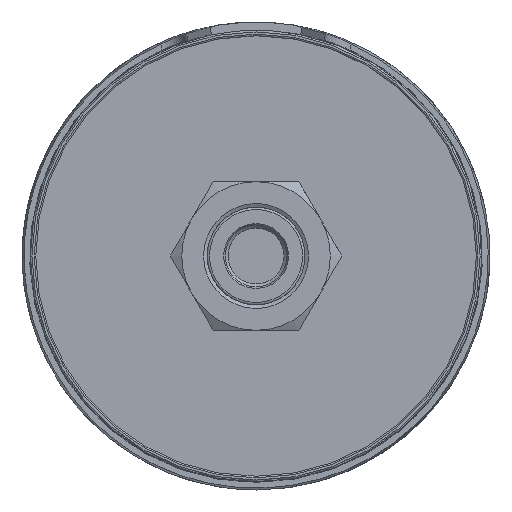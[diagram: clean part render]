
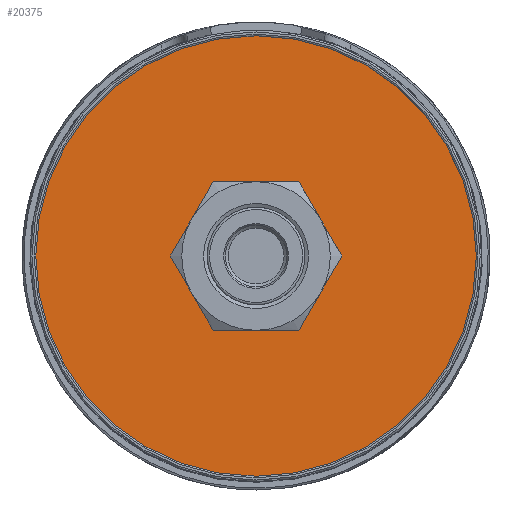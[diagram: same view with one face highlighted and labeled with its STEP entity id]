
A CAD part, front view. The second image highlights one B-rep face of the part: STEP entity #20375.
In plain terms, the highlighted planar face has unit normal (0, -1, 0).
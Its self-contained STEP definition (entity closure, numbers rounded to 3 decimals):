
#508=FACE_BOUND('',#3396,.T.);
#979=CIRCLE('',#21954,40.);
#980=CIRCLE('',#21955,6.35);
#2272=FACE_OUTER_BOUND('',#3395,.T.);
#3395=EDGE_LOOP('',(#16092));
#3396=EDGE_LOOP('',(#16093));
#8937=VERTEX_POINT('',#33857);
#8938=VERTEX_POINT('',#33859);
#11458=EDGE_CURVE('',#8937,#8937,#979,.T.);
#11459=EDGE_CURVE('',#8938,#8938,#980,.T.);
#16092=ORIENTED_EDGE('',*,*,#11458,.T.);
#16093=ORIENTED_EDGE('',*,*,#11459,.F.);
#18486=PLANE('',#21953);
#20375=ADVANCED_FACE('',(#2272,#508),#18486,.F.);
#21953=AXIS2_PLACEMENT_3D('',#33856,#26323,#26324);
#21954=AXIS2_PLACEMENT_3D('',#33858,#26325,#26326);
#21955=AXIS2_PLACEMENT_3D('',#33860,#26327,#26328);
#26323=DIRECTION('center_axis',(0.,1.,0.));
#26324=DIRECTION('ref_axis',(1.,0.,0.));
#26325=DIRECTION('center_axis',(0.,-1.,0.));
#26326=DIRECTION('ref_axis',(1.,0.,0.));
#26327=DIRECTION('center_axis',(0.,-1.,0.));
#26328=DIRECTION('ref_axis',(-1.,0.,0.));
#33856=CARTESIAN_POINT('Origin',(0.,-68.8,
0.));
#33857=CARTESIAN_POINT('',(-40.,-68.8,0.));
#33858=CARTESIAN_POINT('Origin',(0.,-68.8,
0.));
#33859=CARTESIAN_POINT('',(6.35,-68.8,0.));
#33860=CARTESIAN_POINT('Origin',(0.,-68.8,
0.));
